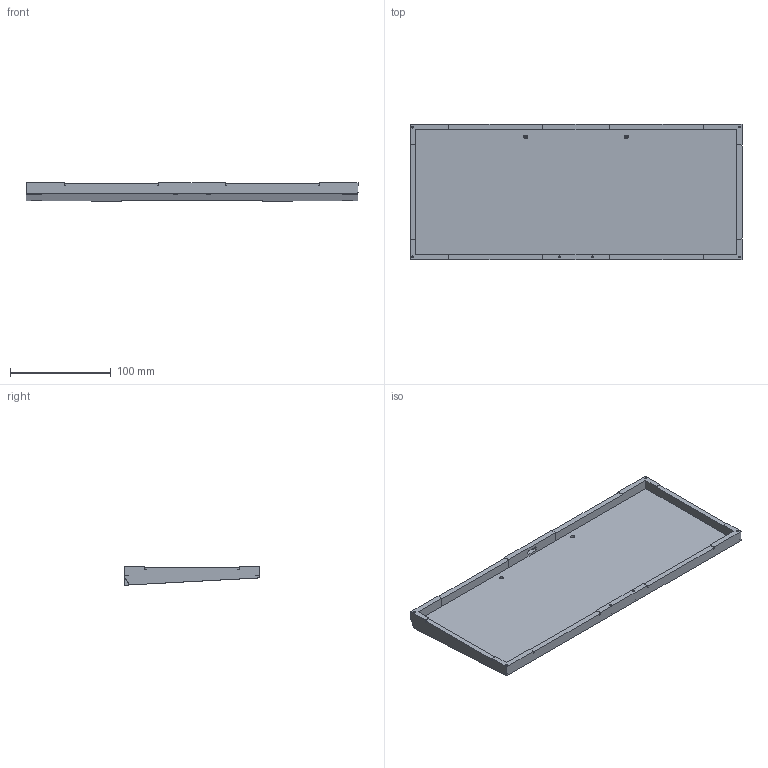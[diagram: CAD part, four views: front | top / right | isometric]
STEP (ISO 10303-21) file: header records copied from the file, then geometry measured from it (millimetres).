
FILE_DESCRIPTION(/* description */ (''),/* implementation_level */ '2;1');
FILE_NAME(/* name */ 'contempt75_Bottom case v1.step',/* time_stamp */ '2022-03-23T21:59:05+08:00',/* author */ (''),/* organization */ (''),/* preprocessor_version */ 'ST-DEVELOPER v18.1',/* originating_system */ 'Autodesk Translation Framework v10.13.0.1454',/* authorisation */ '');
FILE_SCHEMA (('AUTOMOTIVE_DESIGN { 1 0 10303 214 3 1 1 }'));
Length unit declared in the file: millimetre
Products named in the file (1): contempt75_Bottom case
Bounding box: 329.27 x 134.28 x 18.27 mm (x, y, z)
Volume: 232861.9 mm3; surface area: 110259.8 mm2
Topology: 1 solids, 1 shells, 121 faces, 305 edges, 202 vertices
Faces by surface type: plane 79, cylinder 42
Full cylindrical faces by diameter (mm): 1.6 x8, 2 x4, 3.8 x8, 10 x4
Entity records: 3707 total; most frequent: DIRECTION 633, CARTESIAN_POINT 629, ORIENTED_EDGE 610, EDGE_CURVE 305, LINE 221, VECTOR 221, AXIS2_PLACEMENT_3D 206, VERTEX_POINT 202
